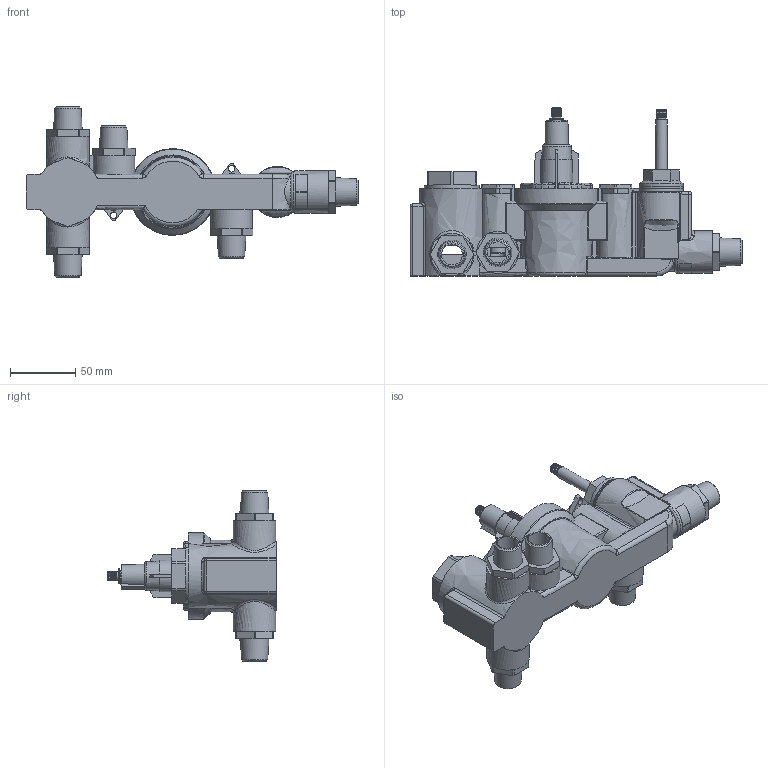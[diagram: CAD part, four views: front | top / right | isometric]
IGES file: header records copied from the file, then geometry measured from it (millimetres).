
Global section: file name: V132-AIS; native system: Autodesk Inventor 2018; preprocessor: unknown; author: adaniels; date: 20171201.094234; units: millimetre
Bounding box: 253.6 x 128.81 x 130.2 mm (x, y, z)
Volume: 470226 mm3; surface area: 222110.7 mm2
Topology: 33 solids, 38 shells, 1497 faces, 3914 edges, 2581 vertices
Faces by surface type: bspline 1497
